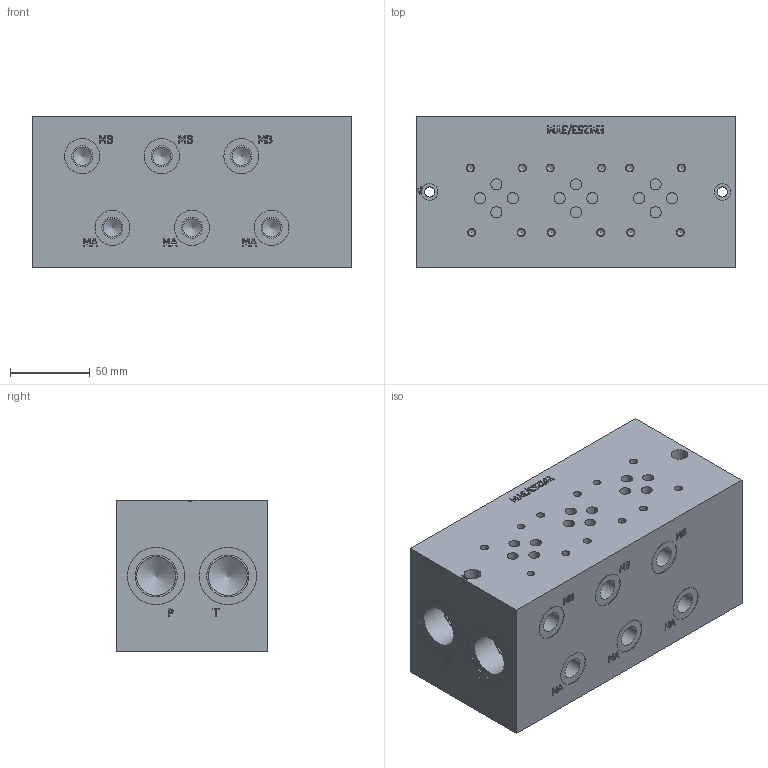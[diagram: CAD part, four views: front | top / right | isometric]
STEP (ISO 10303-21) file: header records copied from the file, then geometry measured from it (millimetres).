
FILE_DESCRIPTION(/* description */ (''),/* implementation_level */ '2;1');
FILE_NAME(/* name */ 'em253_3_ym.stp',/* time_stamp */ '2016-05-10T16:03:22+02:00',/* author */ ('Lemoine2'),/* organization */ (''),/* preprocessor_version */ 'ST-DEVELOPER v16.1',/* originating_system */ 'Autodesk Inventor 2016',/* authorisation */ '');
FILE_SCHEMA (('AUTOMOTIVE_DESIGN { 1 0 10303 214 3 1 1 }'));
Length unit declared in the file: millimetre
Products named in the file (1): em253_3_ym
Bounding box: 200 x 95 x 95 mm (x, y, z)
Volume: 1658928.3 mm3; surface area: 125524.2 mm2
Topology: 1 solids, 1 shells, 756 faces, 1958 edges, 1317 vertices
Faces by surface type: plane 462, bspline 162, cylinder 99, cone 33
Full cylindrical faces by diameter (mm): 4.2 x12, 5 x12, 6.5 x2, 7 x12, 8.5 x4, 10 x4, 10.5 x2, 11.5 x6, 13.2 x7, 19 x6, 20.955 x6, 22 x7, 24.5 x3, 26.441 x4, 30 x6, 36 x2, 37 x2
Entity records: 22334 total; most frequent: CARTESIAN_POINT 5860, ORIENTED_EDGE 3460, DIRECTION 2789, EDGE_CURVE 1730, VERTEX_POINT 1217, LINE 1201, VECTOR 1201, EDGE_LOOP 1003
